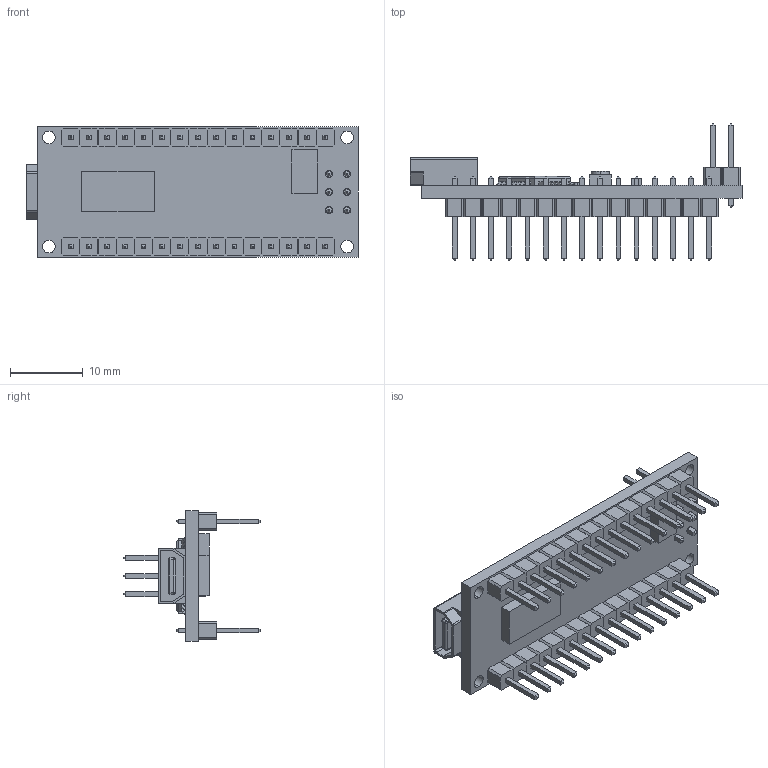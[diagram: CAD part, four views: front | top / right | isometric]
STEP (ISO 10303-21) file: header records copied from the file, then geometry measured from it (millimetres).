
FILE_DESCRIPTION (( 'STEP AP214' ), '1' );
FILE_NAME ('User Library-ARDUINO NANO.STEP', '2020-02-25T17:13:24', ( '' ), ( '' ), 'SwSTEP 2.0', 'SolidWorks 2019', '' );
FILE_SCHEMA (( 'AUTOMOTIVE_DESIGN' ));
Length unit declared in the file: millimetre
Products named in the file (1): User Library-ARDUINO NANO
Bounding box: 45.65 x 18.75 x 18 mm (x, y, z)
Volume: 2350.3 mm3; surface area: 4365.2 mm2
Topology: 2 solids, 2 shells, 1381 faces, 3497 edges, 2304 vertices
Faces by surface type: plane 1266, cylinder 111, sphere 4
Entity records: 46838 total; most frequent: CARTESIAN_POINT 8109, ORIENTED_EDGE 6986, DIRECTION 6414, EDGE_CURVE 3493, LINE 3222, VECTOR 3222, VERTEX_POINT 2304, AXIS2_PLACEMENT_3D 1596
